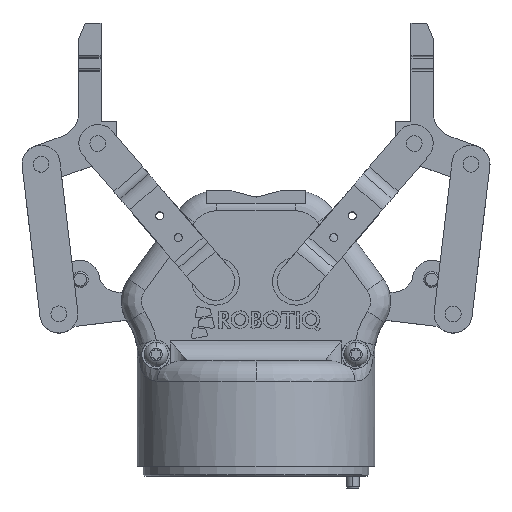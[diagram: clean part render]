
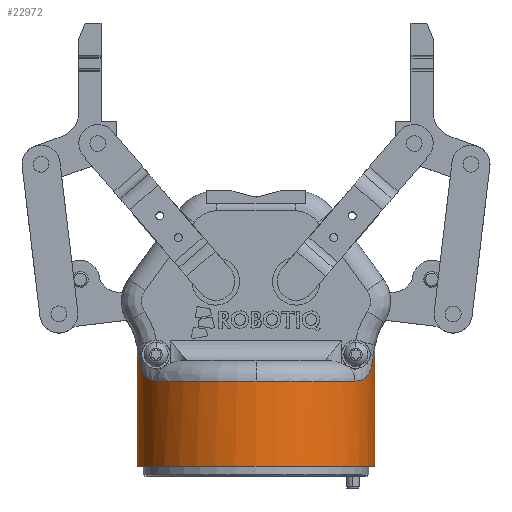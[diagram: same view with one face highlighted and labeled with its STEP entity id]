
A CAD part, top view. The second image highlights one B-rep face of the part: STEP entity #22972.
In plain terms, the highlighted cylindrical face has radius 37.5 mm (diameter 75 mm), a partial arc.
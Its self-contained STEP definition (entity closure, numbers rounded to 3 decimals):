
#439 = DIRECTION ( 'NONE',  ( 0., -1., 0. ) ) ;
#785 = EDGE_CURVE ( 'NONE', #11331, #35950, #17550, .T. ) ;
#878 = DIRECTION ( 'NONE',  ( 0., 1., 0. ) ) ;
#879 = CARTESIAN_POINT ( 'NONE',  ( 0., -52.429, 0. ) ) ;
#1352 = CARTESIAN_POINT ( 'NONE',  ( -35.562, -57.655, 11.918 ) ) ;
#1586 = CIRCLE ( 'NONE', #20270, 37.5 ) ;
#2171 = CARTESIAN_POINT ( 'NONE',  ( 36.399, -55.403, 9.037 ) ) ;
#2334 = CARTESIAN_POINT ( 'NONE',  ( 31.145, -60.05, 20.887 ) ) ;
#3189 = DIRECTION ( 'NONE',  ( 0., -1., 0. ) ) ;
#3263 = AXIS2_PLACEMENT_3D ( 'NONE', #25044, #3189, #28638 ) ;
#3279 = VERTEX_POINT ( 'NONE', #4789 ) ;
#3485 = DIRECTION ( 'NONE',  ( 0., -1., 0. ) ) ;
#3516 = CARTESIAN_POINT ( 'NONE',  ( -37.5, -86.9, 0. ) ) ;
#4228 = VECTOR ( 'NONE', #43243, 1000. ) ;
#4320 = AXIS2_PLACEMENT_3D ( 'NONE', #38262, #16645, #41903 ) ;
#4513 = DIRECTION ( 'NONE',  ( 1., 0., 0. ) ) ;
#4789 = CARTESIAN_POINT ( 'NONE',  ( 37.5, -52.429, 0. ) ) ;
#5016 = CARTESIAN_POINT ( 'NONE',  ( -36.109, -56.404, 10.135 ) ) ;
#5820 = CARTESIAN_POINT ( 'NONE',  ( 35.946, -56.842, 10.7 ) ) ;
#6931 = CIRCLE ( 'NONE', #34983, 37.5 ) ;
#7178 = VERTEX_POINT ( 'NONE', #31198 ) ;
#8554 = CARTESIAN_POINT ( 'NONE',  ( -31.145, -60.05, 20.887 ) ) ;
#8722 = CARTESIAN_POINT ( 'NONE',  ( -36.514, -54.89, 8.555 ) ) ;
#9557 = CARTESIAN_POINT ( 'NONE',  ( 35.358, -57.993, 12.512 ) ) ;
#10958 = ORIENTED_EDGE ( 'NONE', *, *, #14799, .T. ) ;
#11331 = VERTEX_POINT ( 'NONE', #23449 ) ;
#11428 = EDGE_CURVE ( 'NONE', #7178, #11331, #17988, .T. ) ;
#11735 = CARTESIAN_POINT ( 'NONE',  ( -37.5, -52.429, 0. ) ) ;
#11762 = EDGE_CURVE ( 'NONE', #12900, #19812, #6931, .T. ) ;
#12384 = CARTESIAN_POINT ( 'NONE',  ( -36.8, -53.094, 7.223 ) ) ;
#12900 = VERTEX_POINT ( 'NONE', #20841 ) ;
#13070 = CARTESIAN_POINT ( 'NONE',  ( 36.865, -52.429, 6.874 ) ) ;
#13239 = CARTESIAN_POINT ( 'NONE',  ( 34.617, -58.88, 14.438 ) ) ;
#14799 = EDGE_CURVE ( 'NONE', #3279, #7178, #1586, .T. ) ;
#15053 = CIRCLE ( 'NONE', #3263, 37.5 ) ;
#15123 = DIRECTION ( 'NONE',  ( 1., 0., 0. ) ) ;
#15138 = VERTEX_POINT ( 'NONE', #3516 ) ;
#15495 = EDGE_CURVE ( 'NONE', #19611, #15138, #19831, .T. ) ;
#15913 = CARTESIAN_POINT ( 'NONE',  ( -33.728, -59.506, 16.408 ) ) ;
#16561 = B_SPLINE_CURVE_WITH_KNOTS ( 'NONE', 3,
 ( #8554, #30257, #37549, #15913, #41185, #19607, #44832, #23249, #1352, #26822, #5016, #30400, #8722, #34042, #12384, #37688 ),
 .UNSPECIFIED., .F., .F.,
 ( 4, 2, 2, 2, 2, 2, 2, 4 ),
 ( 0., 0.004, 0.007, 0.009, 0.011, 0.013, 0.016, 0.018 ),
 .UNSPECIFIED. ) ;
#16645 = DIRECTION ( 'NONE',  ( 0., -1., 0. ) ) ;
#16885 = CARTESIAN_POINT ( 'NONE',  ( 33.737, -59.501, 16.389 ) ) ;
#17550 = CIRCLE ( 'NONE', #45341, 37.5 ) ;
#17988 = B_SPLINE_CURVE_WITH_KNOTS ( 'NONE', 3,
 ( #13070, #27476, #45667, #24062, #2171, #27630, #5820, #31229, #9557, #34846, #13239, #38521, #16885, #42181, #20595, #45826, #24208, #2334 ),
 .UNSPECIFIED., .F., .F.,
 ( 4, 2, 2, 2, 2, 2, 2, 2, 4 ),
 ( 0., 0.002, 0.004, 0.007, 0.009, 0.011, 0.013, 0.016, 0.018 ),
 .UNSPECIFIED. ) ;
#18422 = ORIENTED_EDGE ( 'NONE', *, *, #27386, .F. ) ;
#19046 = ORIENTED_EDGE ( 'NONE', *, *, #27933, .T. ) ;
#19151 = CARTESIAN_POINT ( 'NONE',  ( 0., -60.05, 0. ) ) ;
#19607 = CARTESIAN_POINT ( 'NONE',  ( -34.613, -58.883, 14.445 ) ) ;
#19611 = VERTEX_POINT ( 'NONE', #41421 ) ;
#19812 = VERTEX_POINT ( 'NONE', #42356 ) ;
#19831 = CIRCLE ( 'NONE', #4320, 37.5 ) ;
#20270 = AXIS2_PLACEMENT_3D ( 'NONE', #25328, #3485, #28927 ) ;
#20595 = CARTESIAN_POINT ( 'NONE',  ( 32.712, -59.885, 18.35 ) ) ;
#20841 = CARTESIAN_POINT ( 'NONE',  ( -36.865, -52.429, 6.874 ) ) ;
#20937 = CYLINDRICAL_SURFACE ( 'NONE', #46252, 37.5 ) ;
#21179 = VERTEX_POINT ( 'NONE', #29712 ) ;
#22304 = CARTESIAN_POINT ( 'NONE',  ( 0., -17.979, 0. ) ) ;
#22792 = DIRECTION ( 'NONE',  ( 0., 0., 1. ) ) ;
#22972 = ADVANCED_FACE ( 'NONE', ( #26525 ), #20937, .T. ) ;
#23249 = CARTESIAN_POINT ( 'NONE',  ( -35.348, -58.007, 12.539 ) ) ;
#23449 = CARTESIAN_POINT ( 'NONE',  ( 31.145, -60.05, 20.887 ) ) ;
#24062 = CARTESIAN_POINT ( 'NONE',  ( 36.519, -54.866, 8.535 ) ) ;
#24208 = CARTESIAN_POINT ( 'NONE',  ( 31.562, -60.05, 20.264 ) ) ;
#25044 = CARTESIAN_POINT ( 'NONE',  ( 0., -60.05, 0. ) ) ;
#25328 = CARTESIAN_POINT ( 'NONE',  ( 0., -52.429, 0. ) ) ;
#26081 = EDGE_CURVE ( 'NONE', #15138, #19812, #36725, .T. ) ;
#26338 = DIRECTION ( 'NONE',  ( 0., -1., 0. ) ) ;
#26525 = FACE_OUTER_BOUND ( 'NONE', #27845, .T. ) ;
#26797 = ORIENTED_EDGE ( 'NONE', *, *, #11428, .T. ) ;
#26822 = CARTESIAN_POINT ( 'NONE',  ( -35.944, -56.849, 10.709 ) ) ;
#27386 = EDGE_CURVE ( 'NONE', #3279, #19611, #41706, .T. ) ;
#27476 = CARTESIAN_POINT ( 'NONE',  ( 36.8, -53.093, 7.223 ) ) ;
#27630 = CARTESIAN_POINT ( 'NONE',  ( 36.111, -56.397, 10.127 ) ) ;
#27845 = EDGE_LOOP ( 'NONE', ( #28531, #46370, #18422, #10958, #26797, #33877, #19046, #34521, #29126 ) ) ;
#27933 = EDGE_CURVE ( 'NONE', #35950, #21179, #15053, .T. ) ;
#28275 = VECTOR ( 'NONE', #878, 1000. ) ;
#28531 = ORIENTED_EDGE ( 'NONE', *, *, #26081, .F. ) ;
#28638 = DIRECTION ( 'NONE',  ( 0., 0., 1. ) ) ;
#28927 = DIRECTION ( 'NONE',  ( 1., 0., 0. ) ) ;
#29126 = ORIENTED_EDGE ( 'NONE', *, *, #11762, .T. ) ;
#29712 = CARTESIAN_POINT ( 'NONE',  ( -31.145, -60.05, 20.887 ) ) ;
#30257 = CARTESIAN_POINT ( 'NONE',  ( -31.98, -60.05, 19.642 ) ) ;
#30400 = CARTESIAN_POINT ( 'NONE',  ( -36.394, -55.424, 9.059 ) ) ;
#31198 = CARTESIAN_POINT ( 'NONE',  ( 36.865, -52.429, 6.874 ) ) ;
#31229 = CARTESIAN_POINT ( 'NONE',  ( 35.57, -57.64, 11.893 ) ) ;
#33877 = ORIENTED_EDGE ( 'NONE', *, *, #785, .T. ) ;
#34042 = CARTESIAN_POINT ( 'NONE',  ( -36.718, -53.719, 7.633 ) ) ;
#34521 = ORIENTED_EDGE ( 'NONE', *, *, #39272, .T. ) ;
#34846 = CARTESIAN_POINT ( 'NONE',  ( 34.879, -58.615, 13.789 ) ) ;
#34983 = AXIS2_PLACEMENT_3D ( 'NONE', #879, #26338, #4513 ) ;
#35950 = VERTEX_POINT ( 'NONE', #40397 ) ;
#36725 = LINE ( 'NONE', #11735, #28275 ) ;
#37549 = CARTESIAN_POINT ( 'NONE',  ( -32.729, -59.926, 18.364 ) ) ;
#37688 = CARTESIAN_POINT ( 'NONE',  ( -36.865, -52.429, 6.874 ) ) ;
#38262 = CARTESIAN_POINT ( 'NONE',  ( 0., -86.9, 0. ) ) ;
#38521 = CARTESIAN_POINT ( 'NONE',  ( 34.046, -59.322, 15.737 ) ) ;
#39272 = EDGE_CURVE ( 'NONE', #21179, #12900, #16561, .T. ) ;
#39573 = CARTESIAN_POINT ( 'NONE',  ( 37.5, -52.429, 0. ) ) ;
#40397 = CARTESIAN_POINT ( 'NONE',  ( 0., -60.05, 37.5 ) ) ;
#41185 = CARTESIAN_POINT ( 'NONE',  ( -34.041, -59.325, 15.747 ) ) ;
#41421 = CARTESIAN_POINT ( 'NONE',  ( 37.5, -86.9, 0. ) ) ;
#41706 = LINE ( 'NONE', #39573, #4228 ) ;
#41903 = DIRECTION ( 'NONE',  ( 1., 0., 0. ) ) ;
#42181 = CARTESIAN_POINT ( 'NONE',  ( 33.07, -59.783, 17.697 ) ) ;
#42356 = CARTESIAN_POINT ( 'NONE',  ( -37.5, -52.429, 0. ) ) ;
#43243 = DIRECTION ( 'NONE',  ( 0., -1., 0. ) ) ;
#44372 = DIRECTION ( 'NONE',  ( 0., -1., 0. ) ) ;
#44832 = CARTESIAN_POINT ( 'NONE',  ( -34.874, -58.621, 13.803 ) ) ;
#45341 = AXIS2_PLACEMENT_3D ( 'NONE', #19151, #44372, #22792 ) ;
#45667 = CARTESIAN_POINT ( 'NONE',  ( 36.719, -53.711, 7.628 ) ) ;
#45826 = CARTESIAN_POINT ( 'NONE',  ( 31.959, -60.019, 19.632 ) ) ;
#46252 = AXIS2_PLACEMENT_3D ( 'NONE', #22304, #439, #15123 ) ;
#46370 = ORIENTED_EDGE ( 'NONE', *, *, #15495, .F. ) ;
